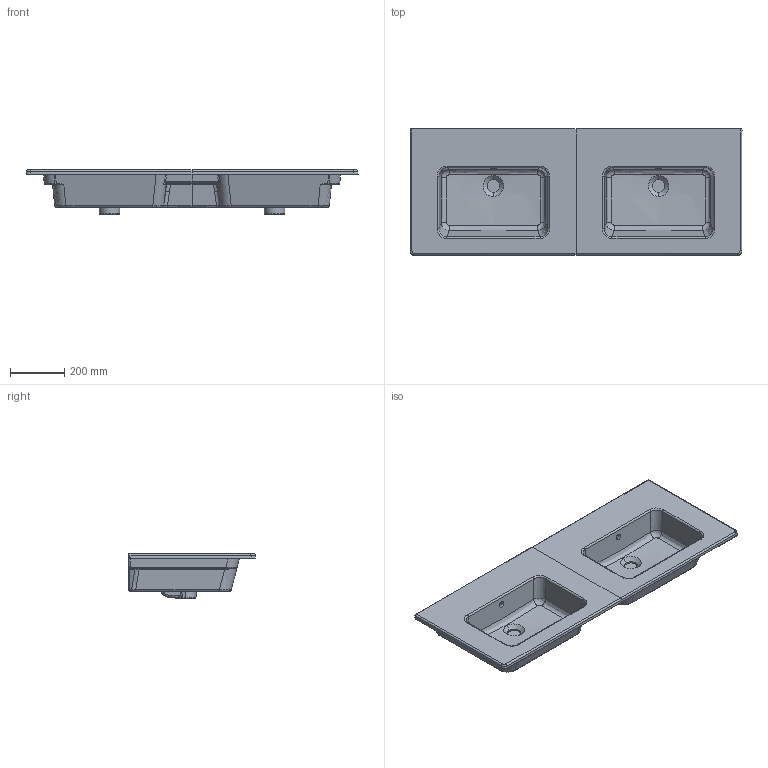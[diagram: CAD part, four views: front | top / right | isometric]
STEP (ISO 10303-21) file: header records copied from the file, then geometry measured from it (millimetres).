
FILE_DESCRIPTION (( 'STEP AP214' ), '1' );
FILE_NAME ('UN120B.0TH_Step_v10822.STEP', '2022-08-16T13:17:50', ( '' ), ( '' ), 'SwSTEP 2.0', 'SolidWorks 2019', '' );
FILE_SCHEMA (( 'AUTOMOTIVE_DESIGN' ));
Length unit declared in the file: millimetre
Products named in the file (1): UN120B.0TH_Step_v10822
Bounding box: 1227 x 468.25 x 164.92 mm (x, y, z)
Volume: 21031055.6 mm3; surface area: 2024871.4 mm2
Topology: 1 solids, 1 shells, 790 faces, 1898 edges, 1110 vertices
Faces by surface type: bspline 638, plane 134, cylinder 18
Entity records: 90852 total; most frequent: CARTESIAN_POINT 78292, ORIENTED_EDGE 3772, EDGE_CURVE 1886, VERTEX_POINT 1110, DIRECTION 920, B_SPLINE_CURVE_WITH_KNOTS 899, EDGE_LOOP 802, FACE_OUTER_BOUND 790
